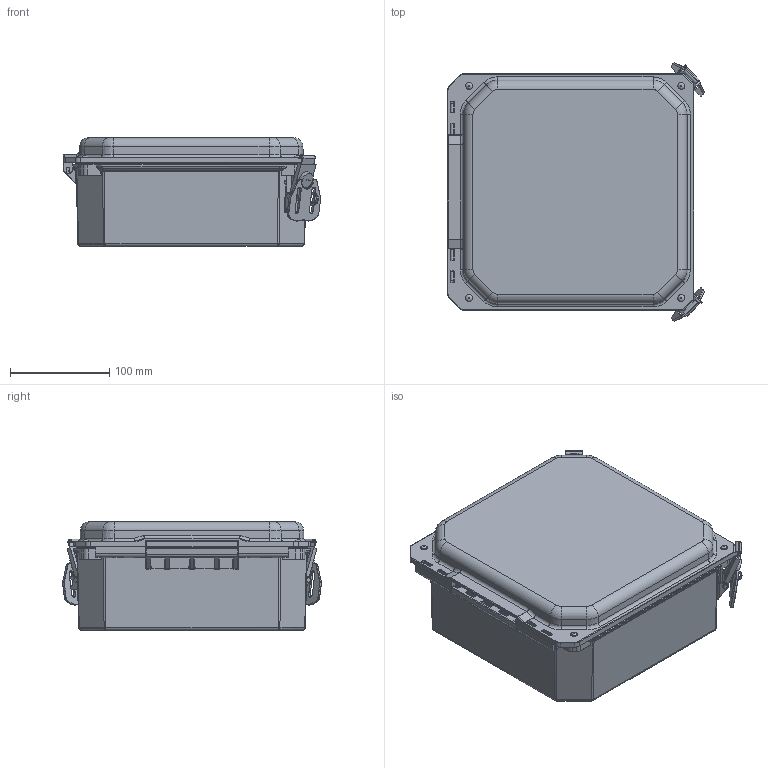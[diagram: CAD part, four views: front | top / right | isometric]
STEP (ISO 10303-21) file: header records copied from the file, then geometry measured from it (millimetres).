
FILE_DESCRIPTION (( 'STEP AP214' ), '1' );
FILE_NAME ('FRCC80804HLL.STEP', '2018-11-01T18:00:54', ( '' ), ( '' ), 'SwSTEP 2.0', 'SolidWorks 2018', '' );
FILE_SCHEMA (( 'AUTOMOTIVE_DESIGN' ));
Length unit declared in the file: inch
Products named in the file (1): FRCC80804HLL
Bounding box: 259.11 x 260.66 x 109.52 mm (x, y, z)
Volume: 743551.5 mm3; surface area: 462901.9 mm2
Topology: 33 solids, 33 shells, 2205 faces, 5264 edges, 3080 vertices
Faces by surface type: cylinder 853, plane 646, bspline 584, cone 102, torus 20
Full cylindrical faces by diameter (mm): 1.267 x4, 1.27 x2, 2.489 x4, 3.429 x4, 3.48 x2, 3.81 x4, 3.861 x8, 3.962 x12, 5.08 x4, 5.3 x4, 5.563 x4, 6.248 x12, 6.401 x4, 7.925 x4, 9.22 x2, 15.24 x2
Entity records: 118223 total; most frequent: CARTESIAN_POINT 44617, ORIENTED_EDGE 10080, DIRECTION 7536, EDGE_CURVE 5040, VERTEX_POINT 3039, AXIS2_PLACEMENT_3D 2623, EDGE_LOOP 2441, FACE_OUTER_BOUND 2311
